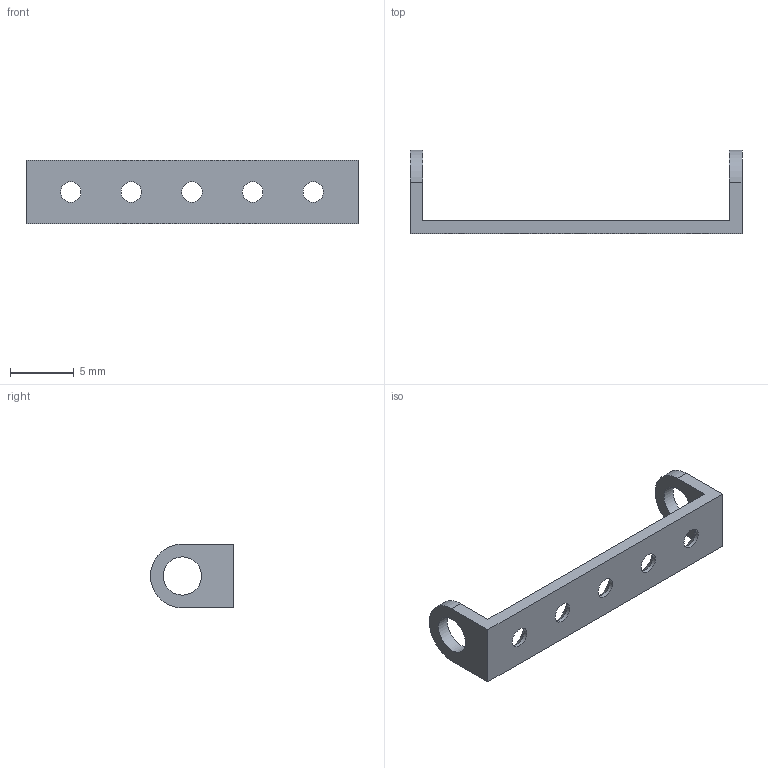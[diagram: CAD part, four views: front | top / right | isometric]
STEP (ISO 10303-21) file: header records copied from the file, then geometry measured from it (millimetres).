
FILE_DESCRIPTION(/* description */ (''),/* implementation_level */ '2;1');
FILE_NAME(/* name */ 'Support axe.stp',/* time_stamp */ '2019-07-15T17:09:16+02:00',/* author */ ('Aeris'),/* organization */ (''),/* preprocessor_version */ 'ST-DEVELOPER v17',/* originating_system */ 'Autodesk Inventor 2019',/* authorisation */ '');
FILE_SCHEMA (('AUTOMOTIVE_DESIGN { 1 0 10303 214 3 1 1 }'));
Length unit declared in the file: millimetre
Products named in the file (1): Fermoir - Support axe
Bounding box: 26 x 6.5 x 5 mm (x, y, z)
Volume: 147.5 mm3; surface area: 427.5 mm2
Topology: 1 solids, 1 shells, 22 faces, 66 edges, 46 vertices
Faces by surface type: cylinder 9, plane 8, cone 5
Full cylindrical faces by diameter (mm): 1.6 x5, 3 x2
Entity records: 846 total; most frequent: DIRECTION 146, CARTESIAN_POINT 135, ORIENTED_EDGE 132, EDGE_CURVE 66, AXIS2_PLACEMENT_3D 57, VERTEX_POINT 46, EDGE_LOOP 36, CIRCLE 34
